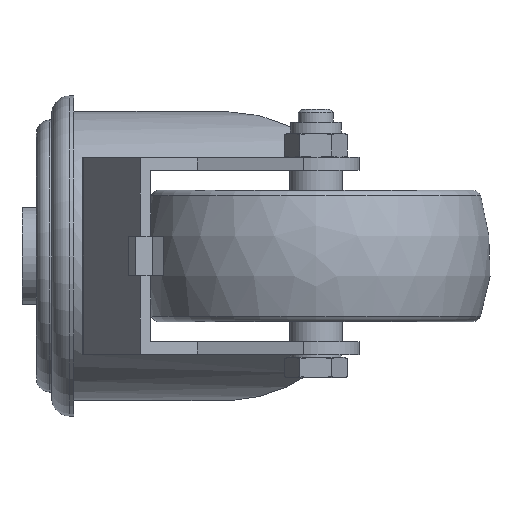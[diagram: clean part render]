
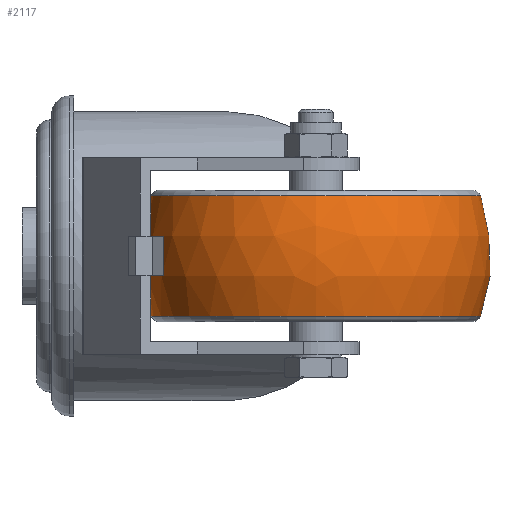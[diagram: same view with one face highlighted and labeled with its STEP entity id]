
A CAD part, left-side view. The second image highlights one B-rep face of the part: STEP entity #2117.
In plain terms, the highlighted spherical face has radius 40 mm.
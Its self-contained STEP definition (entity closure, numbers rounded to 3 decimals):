
#23=SPHERICAL_SURFACE('',#2467,40.);
#361=FACE_OUTER_BOUND('',#510,.T.);
#510=EDGE_LOOP('',(#1962,#1963,#1964,#1965));
#614=CIRCLE('',#2466,37.586);
#615=CIRCLE('',#2468,40.);
#616=CIRCLE('',#2469,37.586);
#1080=VERTEX_POINT('',#3807);
#1081=VERTEX_POINT('',#3811);
#1374=EDGE_CURVE('',#1080,#1080,#614,.T.);
#1375=EDGE_CURVE('',#1080,#1081,#615,.T.);
#1376=EDGE_CURVE('',#1081,#1081,#616,.T.);
#1962=ORIENTED_EDGE('',*,*,#1374,.F.);
#1963=ORIENTED_EDGE('',*,*,#1375,.T.);
#1964=ORIENTED_EDGE('',*,*,#1376,.T.);
#1965=ORIENTED_EDGE('',*,*,#1375,.F.);
#2117=ADVANCED_FACE('',(#361),#23,.T.);
#2466=AXIS2_PLACEMENT_3D('',#3809,#3088,#3089);
#2467=AXIS2_PLACEMENT_3D('',#3810,#3090,#3091);
#2468=AXIS2_PLACEMENT_3D('',#3812,#3092,#3093);
#2469=AXIS2_PLACEMENT_3D('',#3813,#3094,#3095);
#3088=DIRECTION('center_axis',(0.,0.,1.));
#3089=DIRECTION('ref_axis',(1.,0.,0.));
#3090=DIRECTION('center_axis',(0.,0.,1.));
#3091=DIRECTION('ref_axis',(1.,0.,0.));
#3092=DIRECTION('center_axis',(0.,-1.,0.));
#3093=DIRECTION('ref_axis',(-1.,0.,0.));
#3094=DIRECTION('center_axis',(0.,0.,1.));
#3095=DIRECTION('ref_axis',(1.,0.,0.));
#3807=CARTESIAN_POINT('',(-37.586,0.,13.684));
#3809=CARTESIAN_POINT('Origin',(0.,0.,13.684));
#3810=CARTESIAN_POINT('Origin',(0.,0.,0.));
#3811=CARTESIAN_POINT('',(-37.586,0.,-13.684));
#3812=CARTESIAN_POINT('Origin',(0.,0.,0.));
#3813=CARTESIAN_POINT('Origin',(0.,0.,-13.684));
